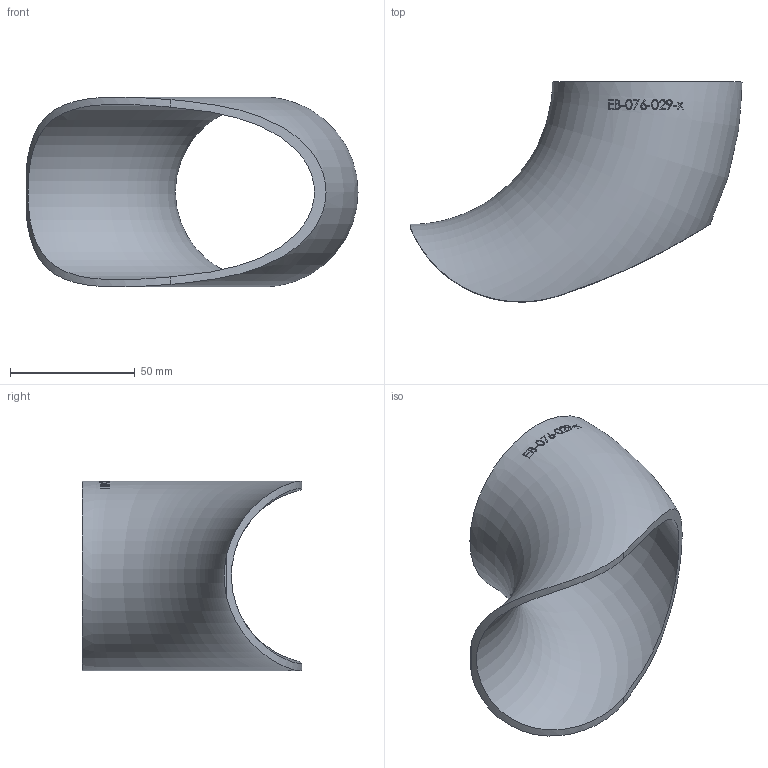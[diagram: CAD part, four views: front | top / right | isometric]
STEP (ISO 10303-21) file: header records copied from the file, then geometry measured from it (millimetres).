
FILE_DESCRIPTION (( 'STEP AP214' ), '1' );
FILE_NAME ('EB-076-029-x Einschweissbogen 2208.STEP', '2022-10-07T07:55:32', ( '' ), ( '' ), 'SwSTEP 2.0', 'SolidWorks 2019', '' );
FILE_SCHEMA (( 'AUTOMOTIVE_DESIGN' ));
Length unit declared in the file: millimetre
Products named in the file (1): EB-076-029-x Einschweissbogen 2208
Bounding box: 133.05 x 88.16 x 76.1 mm (x, y, z)
Volume: 60330.2 mm3; surface area: 43474.5 mm2
Topology: 1 solids, 1 shells, 138 faces, 367 edges, 248 vertices
Faces by surface type: bspline 115, torus 20, plane 2, cylinder 1
Entity records: 17662 total; most frequent: CARTESIAN_POINT 13859, ORIENTED_EDGE 726, EDGE_CURVE 363, B_SPLINE_CURVE_WITH_KNOTS 357, VERTEX_POINT 246, EDGE_LOOP 159, FACE_OUTER_BOUND 140, ADVANCED_FACE 138
